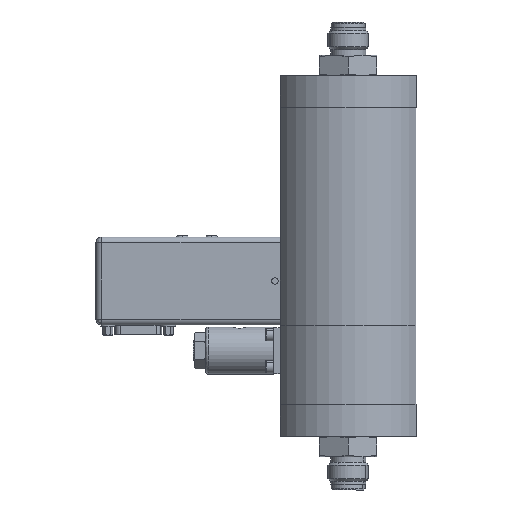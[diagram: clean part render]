
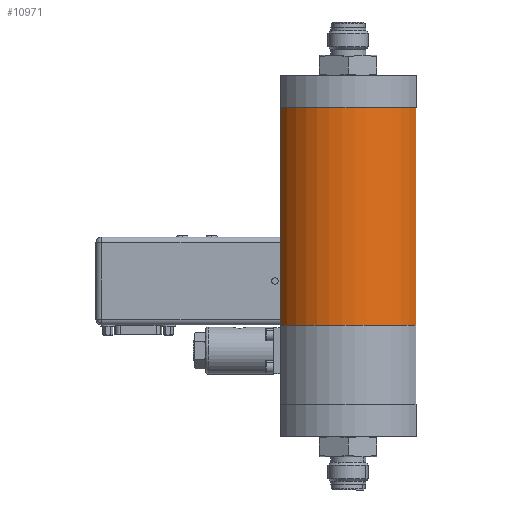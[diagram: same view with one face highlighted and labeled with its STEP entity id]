
A CAD part, left-side view. The second image highlights one B-rep face of the part: STEP entity #10971.
In plain terms, the highlighted cylindrical face has radius 42 mm (diameter 84 mm), a partial arc.
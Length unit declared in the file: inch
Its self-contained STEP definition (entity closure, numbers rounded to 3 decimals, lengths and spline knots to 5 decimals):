
#278 = AXIS2_PLACEMENT_3D ( 'NONE', #2479, #9233, #3467 ) ;
#505 = VERTEX_POINT ( 'NONE', #4345 ) ;
#512 = ORIENTED_EDGE ( 'NONE', *, *, #8615, .T. ) ;
#573 = VERTEX_POINT ( 'NONE', #9403 ) ;
#1121 = CARTESIAN_POINT ( 'NONE',  ( -0.76057, -1.19872, 4.17209 ) ) ;
#1198 = DIRECTION ( 'NONE',  ( 0., 1., 0. ) ) ;
#1454 = AXIS2_PLACEMENT_3D ( 'NONE', #8010, #2227, #1198 ) ;
#2091 = CIRCLE ( 'NONE', #7551, 1.65354 ) ;
#2167 = VERTEX_POINT ( 'NONE', #3710 ) ;
#2227 = DIRECTION ( 'NONE',  ( 0., 0., -1. ) ) ;
#2372 = CYLINDRICAL_SURFACE ( 'NONE', #1454, 1.65354 ) ;
#2479 = CARTESIAN_POINT ( 'NONE',  ( -0.0005, 0.26978, -0.55232 ) ) ;
#2699 = EDGE_CURVE ( 'NONE', #505, #4598, #3829, .T. ) ;
#3467 = DIRECTION ( 'NONE',  ( 0., 1., 0. ) ) ;
#3710 = CARTESIAN_POINT ( 'NONE',  ( -0.76057, 1.73829, 4.17209 ) ) ;
#3829 = CIRCLE ( 'NONE', #278, 1.65354 ) ;
#4345 = CARTESIAN_POINT ( 'NONE',  ( -0.76057, 1.73829, -0.55232 ) ) ;
#4439 = LINE ( 'NONE', #1121, #9538 ) ;
#4598 = VERTEX_POINT ( 'NONE', #12201 ) ;
#4620 = DIRECTION ( 'NONE',  ( 0., 0., 1. ) ) ;
#5895 = ORIENTED_EDGE ( 'NONE', *, *, #9094, .F. ) ;
#6983 = VECTOR ( 'NONE', #11386, 39.37008 ) ;
#7551 = AXIS2_PLACEMENT_3D ( 'NONE', #10357, #4620, #11327 ) ;
#7895 = DIRECTION ( 'NONE',  ( 0., 0., 1. ) ) ;
#7995 = EDGE_CURVE ( 'NONE', #4598, #573, #4439, .T. ) ;
#8010 = CARTESIAN_POINT ( 'NONE',  ( -0.0005, 0.26978, 4.17209 ) ) ;
#8499 = CARTESIAN_POINT ( 'NONE',  ( -0.76057, 1.73829, 4.17209 ) ) ;
#8615 = EDGE_CURVE ( 'NONE', #2167, #505, #9828, .T. ) ;
#8854 = EDGE_LOOP ( 'NONE', ( #512, #12429, #9199, #5895 ) ) ;
#9094 = EDGE_CURVE ( 'NONE', #2167, #573, #2091, .T. ) ;
#9199 = ORIENTED_EDGE ( 'NONE', *, *, #7995, .T. ) ;
#9233 = DIRECTION ( 'NONE',  ( 0., 0., 1. ) ) ;
#9403 = CARTESIAN_POINT ( 'NONE',  ( -0.76057, -1.19872, 4.17209 ) ) ;
#9538 = VECTOR ( 'NONE', #7895, 39.37008 ) ;
#9828 = LINE ( 'NONE', #8499, #6983 ) ;
#10064 = FACE_OUTER_BOUND ( 'NONE', #8854, .T. ) ;
#10357 = CARTESIAN_POINT ( 'NONE',  ( -0.0005, 0.26978, 4.17209 ) ) ;
#10971 = ADVANCED_FACE ( 'NONE', ( #10064 ), #2372, .T. ) ;
#11327 = DIRECTION ( 'NONE',  ( 0., 1., 0. ) ) ;
#11386 = DIRECTION ( 'NONE',  ( 0., 0., -1. ) ) ;
#12201 = CARTESIAN_POINT ( 'NONE',  ( -0.76057, -1.19872, -0.55232 ) ) ;
#12429 = ORIENTED_EDGE ( 'NONE', *, *, #2699, .T. ) ;
